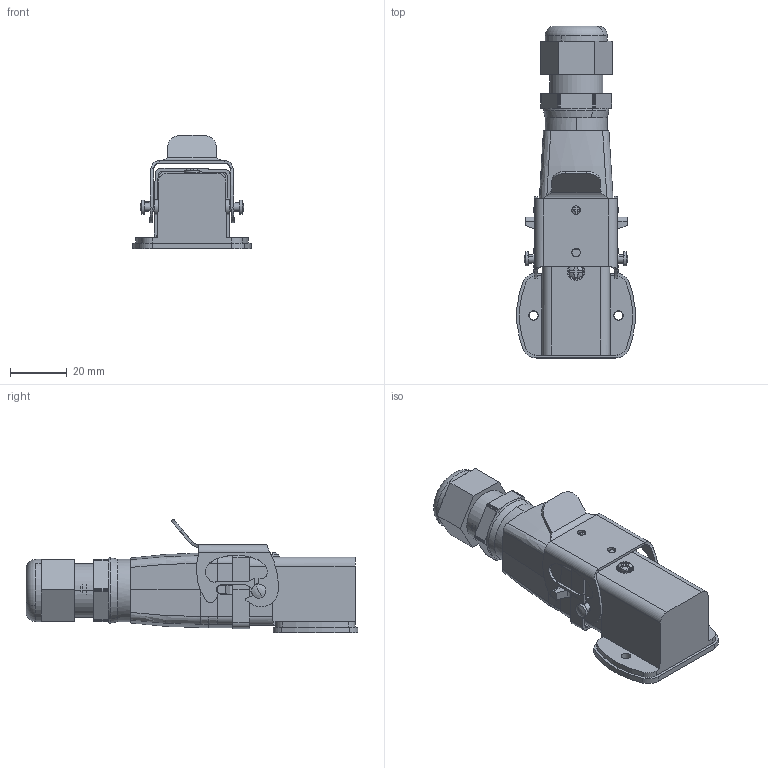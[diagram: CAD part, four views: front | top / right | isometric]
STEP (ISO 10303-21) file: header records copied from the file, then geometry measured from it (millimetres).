
FILE_DESCRIPTION(('CATIA V5 STEP Exchange','CAx-IF Rec.Pracs.--- Model Styling and Organization---1.5--- 2016-08-15','CAx-IF Rec.Pracs.---Supplemental Geometry---1.0---2011-11-01','CAx-IF Rec.Pracs.--- Composite Materials ---1.1---2010-07-15'),'2;1');
FILE_NAME ('2122928-6_0', '2025-03-19T13:24:07+00:00', ('none'), ('Weidmueller'), 'CATIA Version 5-6 Release 2022 SP4 HF5', 'CATIA V5 STEP AP214 v3', 'none');
FILE_SCHEMA(('AUTOMOTIVE_DESIGN { 1 0 10303 214 1 1 1 1 }'));
Products named in the file (1): 3123900000
Bounding box: 41.81 x 117.25 x 40.23 mm (x, y, z)
Volume: 44314.7 mm3; surface area: 32380 mm2
Topology: 1 solids, 8 shells, 1180 faces, 3257 edges, 2129 vertices
Faces by surface type: plane 647, cylinder 294, cone 140, extrusion 38, bspline 35, torus 12, sphere 12, revolution 2
Entity records: 44899 total; most frequent: CARTESIAN_POINT 17189, ORIENTED_EDGE 6498, DIRECTION 4381, EDGE_CURVE 3249, VERTEX_POINT 2129, VECTOR 1945, LINE 1907, AXIS2_PLACEMENT_3D 1502
